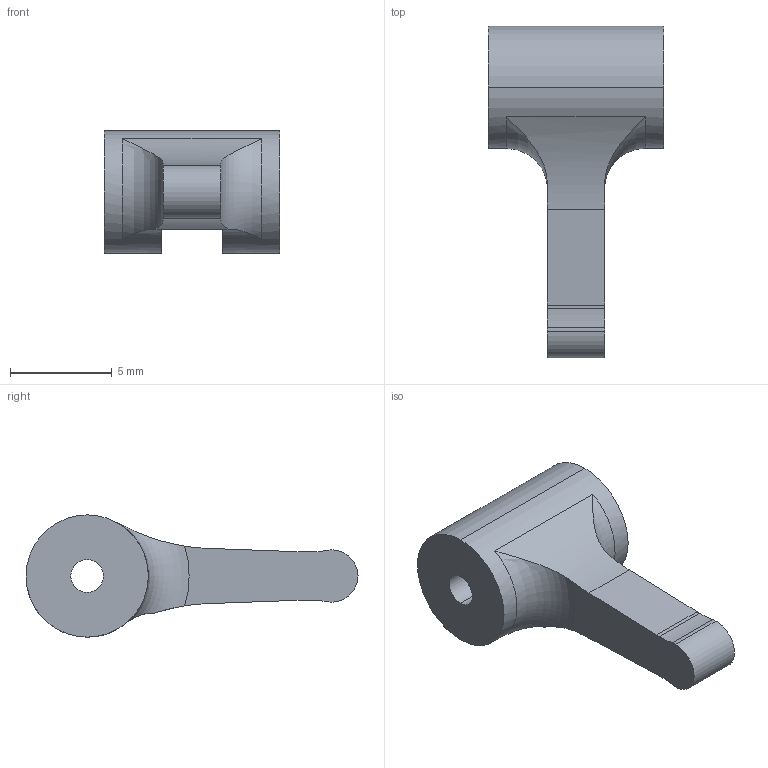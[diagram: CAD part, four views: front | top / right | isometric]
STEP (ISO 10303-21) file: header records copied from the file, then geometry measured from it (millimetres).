
FILE_DESCRIPTION (( 'STEP AP214' ), '1' );
FILE_NAME ('head pusher.STEP', '2025-06-26T01:03:09', ( '' ), ( '' ), 'SwSTEP 2.0', 'SolidWorks 2020', '' );
FILE_SCHEMA (( 'AUTOMOTIVE_DESIGN' ));
Length unit declared in the file: millimetre
Products named in the file (1): head pusher
Bounding box: 8.61 x 16.28 x 6 mm (x, y, z)
Volume: 254.7 mm3; surface area: 394.9 mm2
Topology: 1 solids, 1 shells, 29 faces, 79 edges, 52 vertices
Faces by surface type: cylinder 17, plane 10, torus 2
Entity records: 1017 total; most frequent: CARTESIAN_POINT 211, DIRECTION 173, ORIENTED_EDGE 158, EDGE_CURVE 79, AXIS2_PLACEMENT_3D 70, VERTEX_POINT 52, CIRCLE 40, LINE 33
